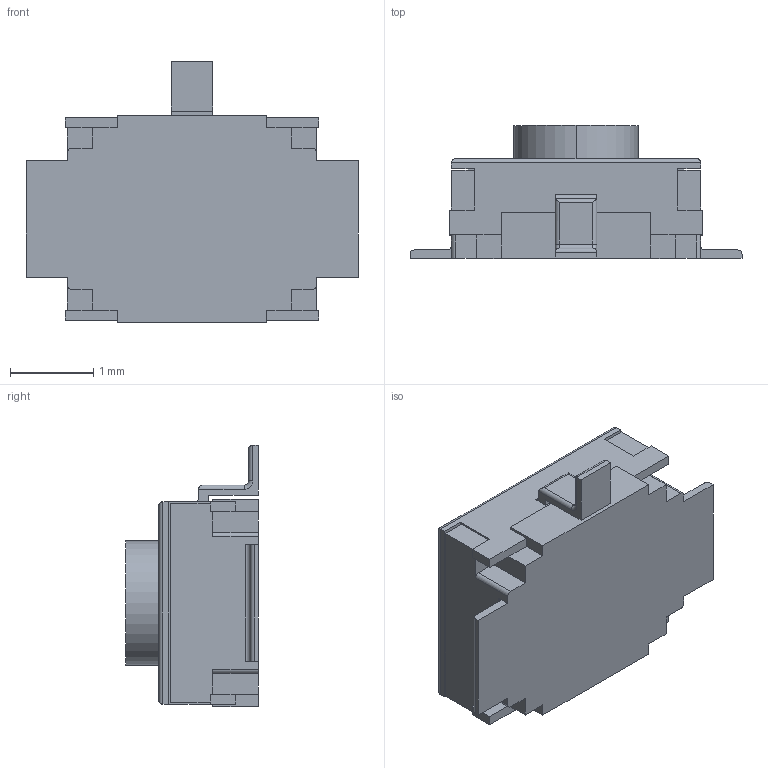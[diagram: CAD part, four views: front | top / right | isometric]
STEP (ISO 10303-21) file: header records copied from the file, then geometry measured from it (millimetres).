
FILE_DESCRIPTION (( 'STEP AP214' ), '1' );
FILE_NAME ('B3U-1100P--3DModel-STEP-1.stp', '2020-10-10T01:00:21', ( '' ), ( '' ), 'SwSTEP 2.0', 'SolidWorks 2019', '' );
FILE_SCHEMA (( 'AUTOMOTIVE_DESIGN' ));
Length unit declared in the file: millimetre
Products named in the file (1): B3U-1100P--3DModel-STEP-1
Bounding box: 4 x 1.6 x 3.15 mm (x, y, z)
Volume: 9.5 mm3; surface area: 36.7 mm2
Topology: 1 solids, 1 shells, 108 faces, 296 edges, 192 vertices
Faces by surface type: plane 84, cylinder 22, torus 2
Entity records: 4298 total; most frequent: CARTESIAN_POINT 621, ORIENTED_EDGE 592, DIRECTION 536, EDGE_CURVE 296, LINE 258, VECTOR 258, VERTEX_POINT 192, AXIS2_PLACEMENT_3D 139
